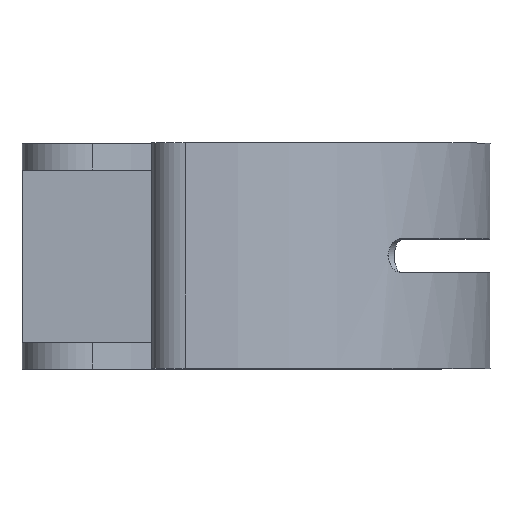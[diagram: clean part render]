
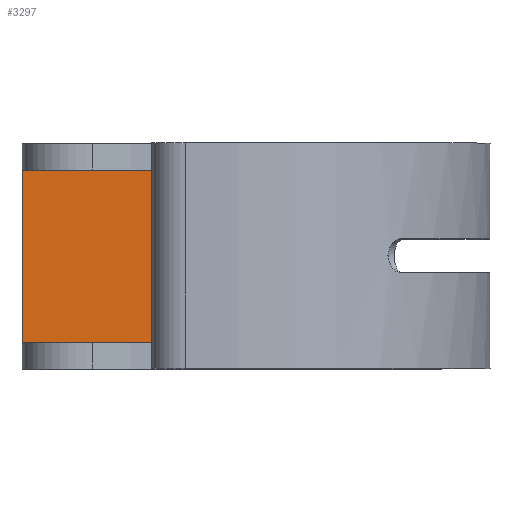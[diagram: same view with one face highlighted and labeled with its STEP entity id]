
A CAD part, top view. The second image highlights one B-rep face of the part: STEP entity #3297.
In plain terms, the highlighted planar face has unit normal (0, 0, 1).
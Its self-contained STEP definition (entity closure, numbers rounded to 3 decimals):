
#99 = PLANE('',#100);
#100 = AXIS2_PLACEMENT_3D('',#101,#102,#103);
#101 = CARTESIAN_POINT('',(-14.498,-10.,-4.));
#102 = DIRECTION('',(1.,0.,0.));
#103 = DIRECTION('',(0.,0.,1.));
#1172 = VERTEX_POINT('',#1173);
#1173 = CARTESIAN_POINT('',(-14.498,7.65,3.544));
#1187 = PLANE('',#1188);
#1188 = AXIS2_PLACEMENT_3D('',#1189,#1190,#1191);
#1189 = CARTESIAN_POINT('',(-0.388,7.65,26.099));
#1190 = DIRECTION('',(0.,-1.,0.));
#1191 = DIRECTION('',(0.,0.,1.));
#1199 = EDGE_CURVE('',#1200,#1172,#1202,.T.);
#1200 = VERTEX_POINT('',#1201);
#1201 = CARTESIAN_POINT('',(-14.498,-7.65,3.544));
#1202 = SURFACE_CURVE('',#1203,(#1207,#1214),.PCURVE_S1.);
#1203 = LINE('',#1204,#1205);
#1204 = CARTESIAN_POINT('',(-14.498,-1.175,3.544));
#1205 = VECTOR('',#1206,1.);
#1206 = DIRECTION('',(0.,1.,0.));
#1207 = PCURVE('',#99,#1208);
#1208 = DEFINITIONAL_REPRESENTATION('',(#1209),#1213);
#1209 = LINE('',#1210,#1211);
#1210 = CARTESIAN_POINT('',(7.544,-8.825));
#1211 = VECTOR('',#1212,1.);
#1212 = DIRECTION('',(0.,-1.));
#1213 = ( GEOMETRIC_REPRESENTATION_CONTEXT(2) 
PARAMETRIC_REPRESENTATION_CONTEXT() REPRESENTATION_CONTEXT('2D SPACE',''
  ) );
#1214 = PCURVE('',#1215,#1220);
#1215 = PLANE('',#1216);
#1216 = AXIS2_PLACEMENT_3D('',#1217,#1218,#1219);
#1217 = CARTESIAN_POINT('',(10.,7.65,3.544));
#1218 = DIRECTION('',(0.,0.,-1.));
#1219 = DIRECTION('',(-1.,0.,0.));
#1220 = DEFINITIONAL_REPRESENTATION('',(#1221),#1225);
#1221 = LINE('',#1222,#1223);
#1222 = CARTESIAN_POINT('',(24.498,-8.825));
#1223 = VECTOR('',#1224,1.);
#1224 = DIRECTION('',(0.,1.));
#1225 = ( GEOMETRIC_REPRESENTATION_CONTEXT(2) 
PARAMETRIC_REPRESENTATION_CONTEXT() REPRESENTATION_CONTEXT('2D SPACE',''
  ) );
#1243 = PLANE('',#1244);
#1244 = AXIS2_PLACEMENT_3D('',#1245,#1246,#1247);
#1245 = CARTESIAN_POINT('',(-0.388,-7.65,26.099));
#1246 = DIRECTION('',(0.,-1.,0.));
#1247 = DIRECTION('',(0.,0.,1.));
#3211 = EDGE_CURVE('',#3212,#1200,#3214,.T.);
#3212 = VERTEX_POINT('',#3213);
#3213 = CARTESIAN_POINT('',(10.,-7.65,3.544));
#3214 = SURFACE_CURVE('',#3215,(#3219,#3226),.PCURVE_S1.);
#3215 = LINE('',#3216,#3217);
#3216 = CARTESIAN_POINT('',(10.,-7.65,3.544));
#3217 = VECTOR('',#3218,1.);
#3218 = DIRECTION('',(-1.,0.,0.));
#3219 = PCURVE('',#1243,#3220);
#3220 = DEFINITIONAL_REPRESENTATION('',(#3221),#3225);
#3221 = LINE('',#3222,#3223);
#3222 = CARTESIAN_POINT('',(-22.555,-10.388));
#3223 = VECTOR('',#3224,1.);
#3224 = DIRECTION('',(0.,1.));
#3225 = ( GEOMETRIC_REPRESENTATION_CONTEXT(2) 
PARAMETRIC_REPRESENTATION_CONTEXT() REPRESENTATION_CONTEXT('2D SPACE',''
  ) );
#3226 = PCURVE('',#1215,#3227);
#3227 = DEFINITIONAL_REPRESENTATION('',(#3228),#3232);
#3228 = LINE('',#3229,#3230);
#3229 = CARTESIAN_POINT('',(0.,-15.3));
#3230 = VECTOR('',#3231,1.);
#3231 = DIRECTION('',(1.,0.));
#3232 = ( GEOMETRIC_REPRESENTATION_CONTEXT(2) 
PARAMETRIC_REPRESENTATION_CONTEXT() REPRESENTATION_CONTEXT('2D SPACE',''
  ) );
#3255 = CYLINDRICAL_SURFACE('',#3256,3.);
#3256 = AXIS2_PLACEMENT_3D('',#3257,#3258,#3259);
#3257 = CARTESIAN_POINT('',(10.,7.65,6.544));
#3258 = DIRECTION('',(0.,1.,0.));
#3259 = DIRECTION('',(-1.,0.,0.));
#3297 = ADVANCED_FACE('',(#3298),#1215,.F.);
#3298 = FACE_BOUND('',#3299,.F.);
#3299 = EDGE_LOOP('',(#3300,#3323,#3343,#3344));
#3300 = ORIENTED_EDGE('',*,*,#3301,.F.);
#3301 = EDGE_CURVE('',#3302,#1172,#3304,.T.);
#3302 = VERTEX_POINT('',#3303);
#3303 = CARTESIAN_POINT('',(10.,7.65,3.544));
#3304 = SURFACE_CURVE('',#3305,(#3309,#3316),.PCURVE_S1.);
#3305 = LINE('',#3306,#3307);
#3306 = CARTESIAN_POINT('',(10.,7.65,3.544));
#3307 = VECTOR('',#3308,1.);
#3308 = DIRECTION('',(-1.,0.,0.));
#3309 = PCURVE('',#1215,#3310);
#3310 = DEFINITIONAL_REPRESENTATION('',(#3311),#3315);
#3311 = LINE('',#3312,#3313);
#3312 = CARTESIAN_POINT('',(0.,0.));
#3313 = VECTOR('',#3314,1.);
#3314 = DIRECTION('',(1.,0.));
#3315 = ( GEOMETRIC_REPRESENTATION_CONTEXT(2) 
PARAMETRIC_REPRESENTATION_CONTEXT() REPRESENTATION_CONTEXT('2D SPACE',''
  ) );
#3316 = PCURVE('',#1187,#3317);
#3317 = DEFINITIONAL_REPRESENTATION('',(#3318),#3322);
#3318 = LINE('',#3319,#3320);
#3319 = CARTESIAN_POINT('',(-22.555,-10.388));
#3320 = VECTOR('',#3321,1.);
#3321 = DIRECTION('',(0.,1.));
#3322 = ( GEOMETRIC_REPRESENTATION_CONTEXT(2) 
PARAMETRIC_REPRESENTATION_CONTEXT() REPRESENTATION_CONTEXT('2D SPACE',''
  ) );
#3323 = ORIENTED_EDGE('',*,*,#3324,.T.);
#3324 = EDGE_CURVE('',#3302,#3212,#3325,.T.);
#3325 = SURFACE_CURVE('',#3326,(#3330,#3337),.PCURVE_S1.);
#3326 = LINE('',#3327,#3328);
#3327 = CARTESIAN_POINT('',(10.,7.65,3.544));
#3328 = VECTOR('',#3329,1.);
#3329 = DIRECTION('',(0.,-1.,0.));
#3330 = PCURVE('',#1215,#3331);
#3331 = DEFINITIONAL_REPRESENTATION('',(#3332),#3336);
#3332 = LINE('',#3333,#3334);
#3333 = CARTESIAN_POINT('',(0.,0.));
#3334 = VECTOR('',#3335,1.);
#3335 = DIRECTION('',(0.,-1.));
#3336 = ( GEOMETRIC_REPRESENTATION_CONTEXT(2) 
PARAMETRIC_REPRESENTATION_CONTEXT() REPRESENTATION_CONTEXT('2D SPACE',''
  ) );
#3337 = PCURVE('',#3255,#3338);
#3338 = DEFINITIONAL_REPRESENTATION('',(#3339),#3342);
#3339 = B_SPLINE_CURVE_WITH_KNOTS('',1,(#3340,#3341),.UNSPECIFIED.,.F.,
  .F.,(2,2),(0.,15.3),.PIECEWISE_BEZIER_KNOTS.);
#3340 = CARTESIAN_POINT('',(4.712,0.));
#3341 = CARTESIAN_POINT('',(4.712,-15.3));
#3342 = ( GEOMETRIC_REPRESENTATION_CONTEXT(2) 
PARAMETRIC_REPRESENTATION_CONTEXT() REPRESENTATION_CONTEXT('2D SPACE',''
  ) );
#3343 = ORIENTED_EDGE('',*,*,#3211,.T.);
#3344 = ORIENTED_EDGE('',*,*,#1199,.T.);
